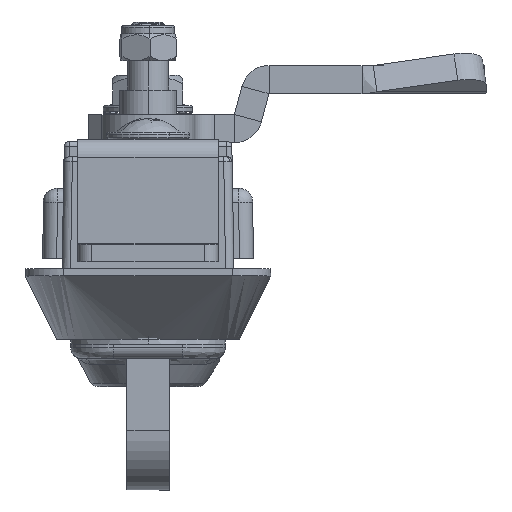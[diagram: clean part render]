
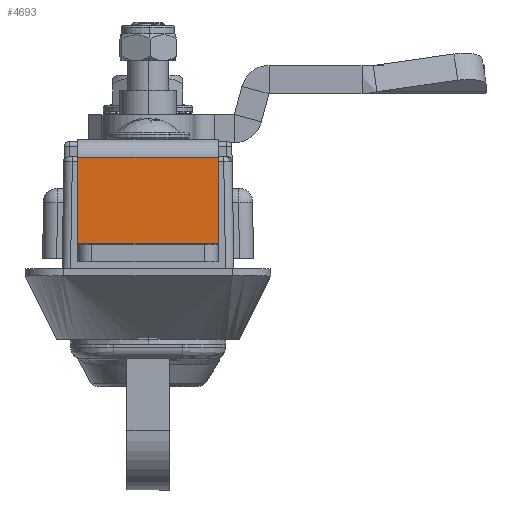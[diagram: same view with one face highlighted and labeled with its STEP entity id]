
A CAD part, left-side view. The second image highlights one B-rep face of the part: STEP entity #4693.
In plain terms, the highlighted planar face has unit normal (-1, 0, 0).
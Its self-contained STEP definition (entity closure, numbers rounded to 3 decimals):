
#91 = CARTESIAN_POINT ( 'NONE',  ( -77.7, -60., 3.6 ) ) ;
#512 = VECTOR ( 'NONE', #12155, 1000. ) ;
#765 = EDGE_CURVE ( 'NONE', #2994, #1078, #11948, .T. ) ;
#1078 = VERTEX_POINT ( 'NONE', #14474 ) ;
#1178 = VERTEX_POINT ( 'NONE', #21338 ) ;
#1482 = AXIS2_PLACEMENT_3D ( 'NONE', #5529, #12815, #3726 ) ;
#2212 = EDGE_LOOP ( 'NONE', ( #10067, #2532, #16181, #5141 ) ) ;
#2532 = ORIENTED_EDGE ( 'NONE', *, *, #3648, .F. ) ;
#2994 = VERTEX_POINT ( 'NONE', #3894 ) ;
#3648 = EDGE_CURVE ( 'NONE', #14868, #1178, #14961, .T. ) ;
#3669 = VECTOR ( 'NONE', #13523, 1000. ) ;
#3726 = DIRECTION ( 'NONE',  ( 0., -1., 0. ) ) ;
#3894 = CARTESIAN_POINT ( 'NONE',  ( -77.7, -60., 15.9 ) ) ;
#4693 = ADVANCED_FACE ( 'NONE', ( #16630 ), #7307, .T. ) ;
#4742 = VECTOR ( 'NONE', #5520, 1000. ) ;
#4880 = LINE ( 'NONE', #21132, #512 ) ;
#5141 = ORIENTED_EDGE ( 'NONE', *, *, #765, .T. ) ;
#5520 = DIRECTION ( 'NONE',  ( 0., 1., 0. ) ) ;
#5529 = CARTESIAN_POINT ( 'NONE',  ( -77.7, -60., 3.5 ) ) ;
#5820 = CARTESIAN_POINT ( 'NONE',  ( -77.7, -60., 3.5 ) ) ;
#6066 = DIRECTION ( 'NONE',  ( 0., 0., 1. ) ) ;
#7307 = PLANE ( 'NONE',  #1482 ) ;
#7656 = CARTESIAN_POINT ( 'NONE',  ( -77.7, -60., 3.6 ) ) ;
#10067 = ORIENTED_EDGE ( 'NONE', *, *, #12597, .F. ) ;
#10415 = EDGE_CURVE ( 'NONE', #14868, #2994, #11440, .T. ) ;
#11440 = LINE ( 'NONE', #5820, #15123 ) ;
#11948 = LINE ( 'NONE', #15202, #3669 ) ;
#12155 = DIRECTION ( 'NONE',  ( 0., 0., 1. ) ) ;
#12597 = EDGE_CURVE ( 'NONE', #1178, #1078, #4880, .T. ) ;
#12815 = DIRECTION ( 'NONE',  ( -1., 0., 0. ) ) ;
#13523 = DIRECTION ( 'NONE',  ( 0., 1., 0. ) ) ;
#14474 = CARTESIAN_POINT ( 'NONE',  ( -77.7, -40., 15.9 ) ) ;
#14868 = VERTEX_POINT ( 'NONE', #7656 ) ;
#14961 = LINE ( 'NONE', #91, #4742 ) ;
#15123 = VECTOR ( 'NONE', #6066, 1000. ) ;
#15202 = CARTESIAN_POINT ( 'NONE',  ( -77.7, -60., 15.9 ) ) ;
#16181 = ORIENTED_EDGE ( 'NONE', *, *, #10415, .T. ) ;
#16630 = FACE_OUTER_BOUND ( 'NONE', #2212, .T. ) ;
#21132 = CARTESIAN_POINT ( 'NONE',  ( -77.7, -40., 3.5 ) ) ;
#21338 = CARTESIAN_POINT ( 'NONE',  ( -77.7, -40., 3.6 ) ) ;
